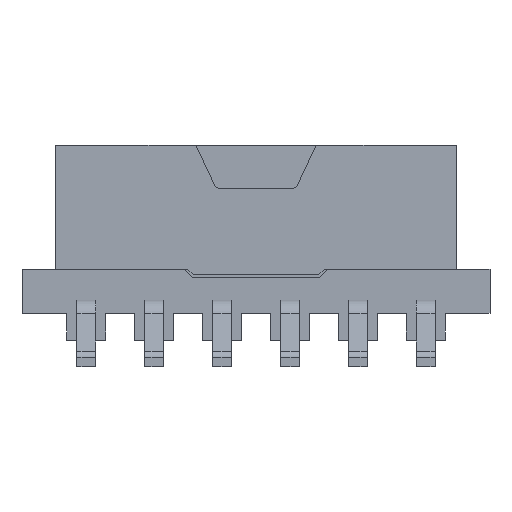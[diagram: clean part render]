
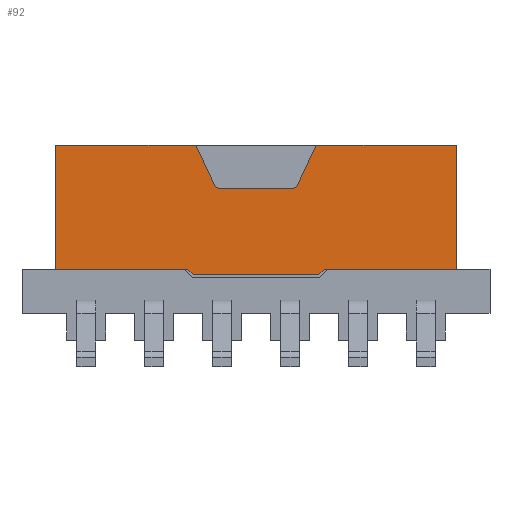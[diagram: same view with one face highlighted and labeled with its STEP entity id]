
A CAD part, front view. The second image highlights one B-rep face of the part: STEP entity #92.
In plain terms, the highlighted face is planar.
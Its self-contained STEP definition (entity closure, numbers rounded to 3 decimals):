
#92 = ADVANCED_FACE( '', ( #184 ), #185, .T. );
#184 = FACE_OUTER_BOUND( '', #286, .T. );
#185 = PLANE( '', #287 );
#286 = EDGE_LOOP( '', ( #717, #718, #719, #720, #721, #722, #723, #724, #725, #726, #727, #728, #729, #730, #731, #732 ) );
#287 = AXIS2_PLACEMENT_3D( '', #733, #734, #735 );
#717 = ORIENTED_EDGE( '', *, *, #1476, .T. );
#718 = ORIENTED_EDGE( '', *, *, #1477, .T. );
#719 = ORIENTED_EDGE( '', *, *, #1413, .F. );
#720 = ORIENTED_EDGE( '', *, *, #1418, .T. );
#721 = ORIENTED_EDGE( '', *, *, #1478, .F. );
#722 = ORIENTED_EDGE( '', *, *, #1479, .T. );
#723 = ORIENTED_EDGE( '', *, *, #1480, .F. );
#724 = ORIENTED_EDGE( '', *, *, #1481, .T. );
#725 = ORIENTED_EDGE( '', *, *, #1482, .T. );
#726 = ORIENTED_EDGE( '', *, *, #1430, .T. );
#727 = ORIENTED_EDGE( '', *, *, #1483, .F. );
#728 = ORIENTED_EDGE( '', *, *, #1484, .F. );
#729 = ORIENTED_EDGE( '', *, *, #1485, .F. );
#730 = ORIENTED_EDGE( '', *, *, #1425, .F. );
#731 = ORIENTED_EDGE( '', *, *, #1443, .F. );
#732 = ORIENTED_EDGE( '', *, *, #1467, .F. );
#733 = CARTESIAN_POINT( '', ( -7.5, 7.5, 2.325 ) );
#734 = DIRECTION( '', ( 0., 1., 0. ) );
#735 = DIRECTION( '', ( -1., 0., 0. ) );
#1413 = EDGE_CURVE( '', #2055, #2056, #2057, .T. );
#1418 = EDGE_CURVE( '', #2055, #2064, #2065, .F. );
#1425 = EDGE_CURVE( '', #2075, #2077, #2078, .T. );
#1430 = EDGE_CURVE( '', #2086, #2083, #2087, .T. );
#1443 = EDGE_CURVE( '', #2107, #2075, #2109, .T. );
#1467 = EDGE_CURVE( '', #2147, #2107, #2149, .T. );
#1476 = EDGE_CURVE( '', #2147, #2161, #2162, .T. );
#1477 = EDGE_CURVE( '', #2161, #2056, #2163, .T. );
#1478 = EDGE_CURVE( '', #2164, #2064, #2165, .T. );
#1479 = EDGE_CURVE( '', #2164, #2166, #2167, .F. );
#1480 = EDGE_CURVE( '', #2168, #2166, #2169, .T. );
#1481 = EDGE_CURVE( '', #2168, #2170, #2171, .T. );
#1482 = EDGE_CURVE( '', #2170, #2086, #2172, .T. );
#1483 = EDGE_CURVE( '', #2173, #2083, #2174, .T. );
#1484 = EDGE_CURVE( '', #2175, #2173, #2176, .T. );
#1485 = EDGE_CURVE( '', #2077, #2175, #2177, .T. );
#2055 = VERTEX_POINT( '', #4475 );
#2056 = VERTEX_POINT( '', #4476 );
#2057 = LINE( '', #4477, #4478 );
#2064 = VERTEX_POINT( '', #4488 );
#2065 = CIRCLE( '', #4489, 0.15 );
#2075 = VERTEX_POINT( '', #4502 );
#2077 = VERTEX_POINT( '', #4505 );
#2078 = LINE( '', #4506, #4507 );
#2083 = VERTEX_POINT( '', #4514 );
#2086 = VERTEX_POINT( '', #4518 );
#2087 = LINE( '', #4519, #4520 );
#2107 = VERTEX_POINT( '', #4549 );
#2109 = LINE( '', #4552, #4553 );
#2147 = VERTEX_POINT( '', #4607 );
#2149 = LINE( '', #4610, #4611 );
#2161 = VERTEX_POINT( '', #4628 );
#2162 = LINE( '', #4629, #4630 );
#2163 = CIRCLE( '', #4631, 0.15 );
#2164 = VERTEX_POINT( '', #4632 );
#2165 = LINE( '', #4633, #4634 );
#2166 = VERTEX_POINT( '', #4635 );
#2167 = CIRCLE( '', #4636, 0.15 );
#2168 = VERTEX_POINT( '', #4637 );
#2169 = LINE( '', #4638, #4639 );
#2170 = VERTEX_POINT( '', #4640 );
#2171 = CIRCLE( '', #4641, 0.15 );
#2172 = LINE( '', #4642, #4643 );
#2173 = VERTEX_POINT( '', #4644 );
#2174 = LINE( '', #4645, #4646 );
#2175 = VERTEX_POINT( '', #4647 );
#2176 = LINE( '', #4648, #4649 );
#2177 = LINE( '', #4650, #4651 );
#4475 = CARTESIAN_POINT( '', ( -1.54, 7.5, 0.803 ) );
#4476 = CARTESIAN_POINT( '', ( -2.21, 7.5, 2.238 ) );
#4477 = CARTESIAN_POINT( '', ( -3.188, 7.5, 4.336 ) );
#4478 = VECTOR( '', #5440, 1000. );
#4488 = CARTESIAN_POINT( '', ( -1.404, 7.5, 0.717 ) );
#4489 = AXIS2_PLACEMENT_3D( '', #5444, #5445, #5446 );
#4502 = CARTESIAN_POINT( '', ( -2.55, 7.5, -2.325 ) );
#4505 = CARTESIAN_POINT( '', ( -2.35, 7.5, -2.525 ) );
#4506 = CARTESIAN_POINT( '', ( -2.65, 7.5, -2.225 ) );
#4507 = VECTOR( '', #5454, 1000. );
#4514 = CARTESIAN_POINT( '', ( 7.5, 7.5, -2.325 ) );
#4518 = CARTESIAN_POINT( '', ( 7.5, 7.5, 2.325 ) );
#4519 = CARTESIAN_POINT( '', ( 7.5, 7.5, 2.325 ) );
#4520 = VECTOR( '', #5458, 1000. );
#4549 = CARTESIAN_POINT( '', ( -7.5, 7.5, -2.325 ) );
#4552 = CARTESIAN_POINT( '', ( -7.5, 7.5, -2.325 ) );
#4553 = VECTOR( '', #5469, 1000. );
#4607 = CARTESIAN_POINT( '', ( -7.5, 7.5, 2.325 ) );
#4610 = CARTESIAN_POINT( '', ( -7.5, 7.5, 2.325 ) );
#4611 = VECTOR( '', #5496, 1000. );
#4628 = CARTESIAN_POINT( '', ( -2.346, 7.5, 2.325 ) );
#4629 = CARTESIAN_POINT( '', ( -7.5, 7.5, 2.325 ) );
#4630 = VECTOR( '', #5502, 1000. );
#4631 = AXIS2_PLACEMENT_3D( '', #5503, #5504, #5505 );
#4632 = CARTESIAN_POINT( '', ( 1.404, 7.5, 0.717 ) );
#4633 = CARTESIAN_POINT( '', ( -7.5, 7.5, 0.717 ) );
#4634 = VECTOR( '', #5506, 1000. );
#4635 = CARTESIAN_POINT( '', ( 1.54, 7.5, 0.803 ) );
#4636 = AXIS2_PLACEMENT_3D( '', #5507, #5508, #5509 );
#4637 = CARTESIAN_POINT( '', ( 2.21, 7.5, 2.238 ) );
#4638 = CARTESIAN_POINT( '', ( 0.509, 7.5, -1.409 ) );
#4639 = VECTOR( '', #5510, 1000. );
#4640 = CARTESIAN_POINT( '', ( 2.346, 7.5, 2.325 ) );
#4641 = AXIS2_PLACEMENT_3D( '', #5511, #5512, #5513 );
#4642 = CARTESIAN_POINT( '', ( -7.5, 7.5, 2.325 ) );
#4643 = VECTOR( '', #5514, 1000. );
#4644 = CARTESIAN_POINT( '', ( 2.55, 7.5, -2.325 ) );
#4645 = CARTESIAN_POINT( '', ( -7.5, 7.5, -2.325 ) );
#4646 = VECTOR( '', #5515, 1000. );
#4647 = CARTESIAN_POINT( '', ( 2.35, 7.5, -2.525 ) );
#4648 = CARTESIAN_POINT( '', ( 2.35, 7.5, -2.525 ) );
#4649 = VECTOR( '', #5516, 1000. );
#4650 = CARTESIAN_POINT( '', ( -2.35, 7.5, -2.525 ) );
#4651 = VECTOR( '', #5517, 1000. );
#5440 = DIRECTION( '', ( -0.423, 0., 0.906 ) );
#5444 = CARTESIAN_POINT( '', ( -1.404, 7.5, 0.867 ) );
#5445 = DIRECTION( '', ( 0., 1., 0. ) );
#5446 = DIRECTION( '', ( -1., 0., 0. ) );
#5454 = DIRECTION( '', ( 0.707, 0., -0.707 ) );
#5458 = DIRECTION( '', ( 0., 0., -1. ) );
#5469 = DIRECTION( '', ( 1., 0., 0. ) );
#5496 = DIRECTION( '', ( 0., 0., -1. ) );
#5502 = DIRECTION( '', ( 1., 0., 0. ) );
#5503 = CARTESIAN_POINT( '', ( -2.346, 7.5, 2.175 ) );
#5504 = DIRECTION( '', ( 0., 1., 0. ) );
#5505 = DIRECTION( '', ( -1., 0., 0. ) );
#5506 = DIRECTION( '', ( -1., 0., 0. ) );
#5507 = CARTESIAN_POINT( '', ( 1.404, 7.5, 0.867 ) );
#5508 = DIRECTION( '', ( 0., 1., 0. ) );
#5509 = DIRECTION( '', ( -1., 0., 0. ) );
#5510 = DIRECTION( '', ( -0.423, 0., -0.906 ) );
#5511 = CARTESIAN_POINT( '', ( 2.346, 7.5, 2.175 ) );
#5512 = DIRECTION( '', ( 0., 1., 0. ) );
#5513 = DIRECTION( '', ( -1., 0., 0. ) );
#5514 = DIRECTION( '', ( 1., 0., 0. ) );
#5515 = DIRECTION( '', ( 1., 0., 0. ) );
#5516 = DIRECTION( '', ( 0.707, 0., 0.707 ) );
#5517 = DIRECTION( '', ( 1., 0., 0. ) );
